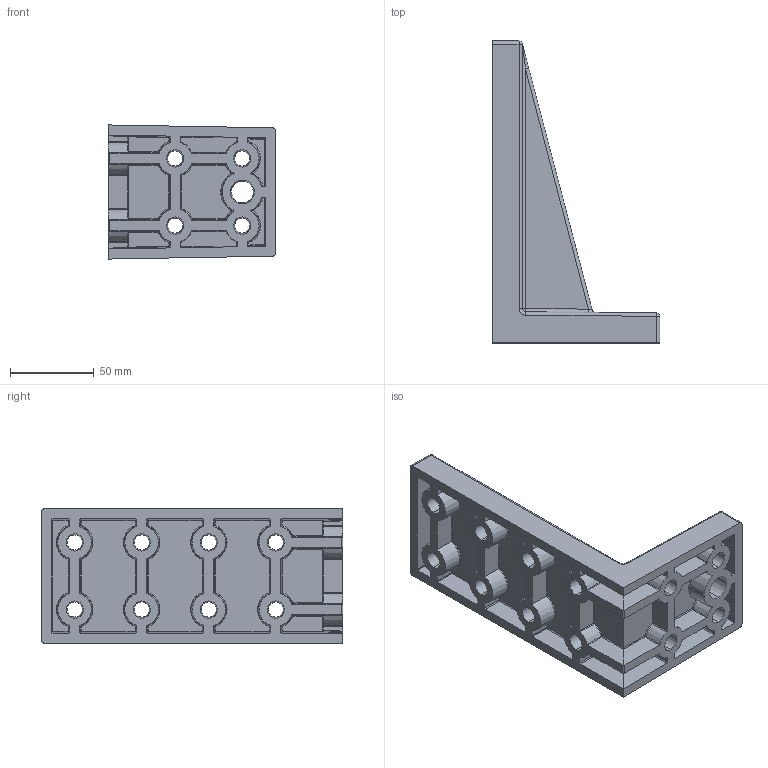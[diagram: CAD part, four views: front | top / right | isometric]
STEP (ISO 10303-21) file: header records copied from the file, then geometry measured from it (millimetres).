
FILE_DESCRIPTION(('STEP AP214'),'1');
FILE_NAME('fath_093w805s01.stp','2017-04-24T06:58:02',('TraceParts'),('TraceParts S.A.'),'Spatial InterOp 3D',' ',' ');
FILE_SCHEMA(('automotive_design'));
Length unit declared in the file: millimetre
Products named in the file (1): fath_093w805s01
Bounding box: 100 x 180 x 79.99 mm (x, y, z)
Volume: 254160.4 mm3; surface area: 82305.9 mm2
Topology: 1 solids, 1 shells, 423 faces, 1027 edges, 581 vertices
Faces by surface type: cylinder 114, plane 98, sphere 71, cone 61, bspline 48, torus 31
Entity records: 16392 total; most frequent: CARTESIAN_POINT 3843, ORIENTED_EDGE 1986, DIRECTION 1848, EDGE_CURVE 993, AXIS2_PLACEMENT_3D 743, VERTEX_POINT 581, EDGE_LOOP 458, STYLED_ITEM 424
